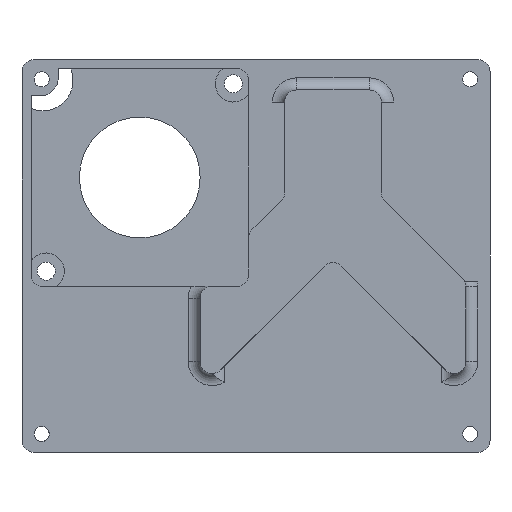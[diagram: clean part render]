
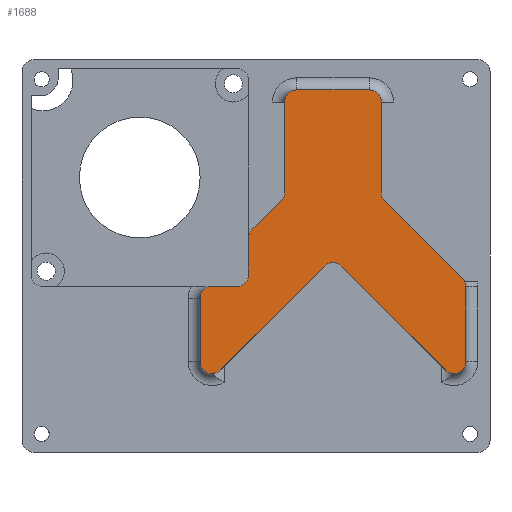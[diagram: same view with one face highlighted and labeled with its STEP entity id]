
A CAD part, front view. The second image highlights one B-rep face of the part: STEP entity #1688.
In plain terms, the highlighted planar face has unit normal (0, -1, 0).
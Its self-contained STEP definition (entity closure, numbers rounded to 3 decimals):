
#45=PLANE('',#1844);
#119=LINE('',#2752,#269);
#122=LINE('',#2758,#272);
#123=LINE('',#2762,#273);
#124=LINE('',#2766,#274);
#125=LINE('',#2770,#275);
#126=LINE('',#2774,#276);
#127=LINE('',#2778,#277);
#128=LINE('',#2782,#278);
#129=LINE('',#2786,#279);
#130=LINE('',#2790,#280);
#131=LINE('',#2794,#281);
#269=VECTOR('',#2134,10.);
#272=VECTOR('',#2139,10.);
#273=VECTOR('',#2142,10.);
#274=VECTOR('',#2145,10.);
#275=VECTOR('',#2148,10.);
#276=VECTOR('',#2151,10.);
#277=VECTOR('',#2154,10.);
#278=VECTOR('',#2157,10.);
#279=VECTOR('',#2160,10.);
#280=VECTOR('',#2163,10.);
#281=VECTOR('',#2166,10.);
#441=FACE_OUTER_BOUND('',#542,.T.);
#542=EDGE_LOOP('',(#1261,#1262,#1263,#1264,#1265,#1266,#1267,#1268,#1269,
#1270,#1271,#1272,#1273,#1274,#1275,#1276,#1277,#1278,#1279,#1280,#1281,
#1282));
#670=CIRCLE('',#1842,2.);
#671=CIRCLE('',#1845,2.);
#672=CIRCLE('',#1846,2.);
#673=CIRCLE('',#1847,2.);
#674=CIRCLE('',#1848,2.);
#675=CIRCLE('',#1849,2.);
#676=CIRCLE('',#1850,2.);
#677=CIRCLE('',#1851,2.);
#678=CIRCLE('',#1852,2.);
#679=CIRCLE('',#1853,2.);
#680=CIRCLE('',#1854,2.);
#793=VERTEX_POINT('',#2745);
#794=VERTEX_POINT('',#2747);
#795=VERTEX_POINT('',#2751);
#797=VERTEX_POINT('',#2757);
#798=VERTEX_POINT('',#2759);
#799=VERTEX_POINT('',#2761);
#800=VERTEX_POINT('',#2763);
#801=VERTEX_POINT('',#2765);
#802=VERTEX_POINT('',#2767);
#803=VERTEX_POINT('',#2769);
#804=VERTEX_POINT('',#2771);
#805=VERTEX_POINT('',#2773);
#806=VERTEX_POINT('',#2775);
#807=VERTEX_POINT('',#2777);
#808=VERTEX_POINT('',#2779);
#809=VERTEX_POINT('',#2781);
#810=VERTEX_POINT('',#2783);
#811=VERTEX_POINT('',#2785);
#812=VERTEX_POINT('',#2787);
#813=VERTEX_POINT('',#2789);
#814=VERTEX_POINT('',#2791);
#815=VERTEX_POINT('',#2793);
#971=EDGE_CURVE('',#793,#794,#670,.T.);
#973=EDGE_CURVE('',#795,#794,#119,.T.);
#976=EDGE_CURVE('',#793,#797,#122,.T.);
#977=EDGE_CURVE('',#798,#797,#671,.T.);
#978=EDGE_CURVE('',#798,#799,#123,.T.);
#979=EDGE_CURVE('',#800,#799,#672,.T.);
#980=EDGE_CURVE('',#800,#801,#124,.T.);
#981=EDGE_CURVE('',#802,#801,#673,.T.);
#982=EDGE_CURVE('',#802,#803,#125,.T.);
#983=EDGE_CURVE('',#804,#803,#674,.T.);
#984=EDGE_CURVE('',#804,#805,#126,.T.);
#985=EDGE_CURVE('',#806,#805,#675,.T.);
#986=EDGE_CURVE('',#806,#807,#127,.T.);
#987=EDGE_CURVE('',#808,#807,#676,.T.);
#988=EDGE_CURVE('',#808,#809,#128,.T.);
#989=EDGE_CURVE('',#810,#809,#677,.T.);
#990=EDGE_CURVE('',#810,#811,#129,.T.);
#991=EDGE_CURVE('',#812,#811,#678,.T.);
#992=EDGE_CURVE('',#812,#813,#130,.T.);
#993=EDGE_CURVE('',#814,#813,#679,.T.);
#994=EDGE_CURVE('',#814,#815,#131,.T.);
#995=EDGE_CURVE('',#815,#795,#680,.T.);
#1261=ORIENTED_EDGE('',*,*,#971,.F.);
#1262=ORIENTED_EDGE('',*,*,#976,.T.);
#1263=ORIENTED_EDGE('',*,*,#977,.F.);
#1264=ORIENTED_EDGE('',*,*,#978,.T.);
#1265=ORIENTED_EDGE('',*,*,#979,.F.);
#1266=ORIENTED_EDGE('',*,*,#980,.T.);
#1267=ORIENTED_EDGE('',*,*,#981,.F.);
#1268=ORIENTED_EDGE('',*,*,#982,.T.);
#1269=ORIENTED_EDGE('',*,*,#983,.F.);
#1270=ORIENTED_EDGE('',*,*,#984,.T.);
#1271=ORIENTED_EDGE('',*,*,#985,.F.);
#1272=ORIENTED_EDGE('',*,*,#986,.T.);
#1273=ORIENTED_EDGE('',*,*,#987,.F.);
#1274=ORIENTED_EDGE('',*,*,#988,.T.);
#1275=ORIENTED_EDGE('',*,*,#989,.F.);
#1276=ORIENTED_EDGE('',*,*,#990,.T.);
#1277=ORIENTED_EDGE('',*,*,#991,.F.);
#1278=ORIENTED_EDGE('',*,*,#992,.T.);
#1279=ORIENTED_EDGE('',*,*,#993,.F.);
#1280=ORIENTED_EDGE('',*,*,#994,.T.);
#1281=ORIENTED_EDGE('',*,*,#995,.T.);
#1282=ORIENTED_EDGE('',*,*,#973,.T.);
#1688=ADVANCED_FACE('',(#441),#45,.T.);
#1842=AXIS2_PLACEMENT_3D('',#2748,#2129,#2130);
#1844=AXIS2_PLACEMENT_3D('',#2756,#2137,#2138);
#1845=AXIS2_PLACEMENT_3D('',#2760,#2140,#2141);
#1846=AXIS2_PLACEMENT_3D('',#2764,#2143,#2144);
#1847=AXIS2_PLACEMENT_3D('',#2768,#2146,#2147);
#1848=AXIS2_PLACEMENT_3D('',#2772,#2149,#2150);
#1849=AXIS2_PLACEMENT_3D('',#2776,#2152,#2153);
#1850=AXIS2_PLACEMENT_3D('',#2780,#2155,#2156);
#1851=AXIS2_PLACEMENT_3D('',#2784,#2158,#2159);
#1852=AXIS2_PLACEMENT_3D('',#2788,#2161,#2162);
#1853=AXIS2_PLACEMENT_3D('',#2792,#2164,#2165);
#1854=AXIS2_PLACEMENT_3D('',#2795,#2167,#2168);
#2129=DIRECTION('center_axis',(0.,1.,0.));
#2130=DIRECTION('ref_axis',(-0.707,0.,0.707));
#2134=DIRECTION('',(-1.,0.,0.));
#2137=DIRECTION('center_axis',(0.,-1.,0.));
#2138=DIRECTION('ref_axis',(0.,0.,-1.));
#2139=DIRECTION('',(0.,0.,-1.));
#2140=DIRECTION('center_axis',(0.,1.,0.));
#2141=DIRECTION('ref_axis',(-1.,0.,0.));
#2142=DIRECTION('',(0.707,0.,0.707));
#2143=DIRECTION('center_axis',(0.,-1.,0.));
#2144=DIRECTION('ref_axis',(0.,0.,1.));
#2145=DIRECTION('',(0.707,0.,-0.707));
#2146=DIRECTION('center_axis',(0.,1.,0.));
#2147=DIRECTION('ref_axis',(-0.707,0.,-0.707));
#2148=DIRECTION('',(0.,0.,1.));
#2149=DIRECTION('center_axis',(0.,1.,0.));
#2150=DIRECTION('ref_axis',(0.924,0.,0.383));
#2151=DIRECTION('',(-0.707,0.,0.707));
#2152=DIRECTION('center_axis',(0.,-1.,0.));
#2153=DIRECTION('ref_axis',(-0.924,0.,-0.383));
#2154=DIRECTION('',(0.,0.,1.));
#2155=DIRECTION('center_axis',(0.,1.,0.));
#2156=DIRECTION('ref_axis',(0.707,0.,0.707));
#2157=DIRECTION('',(-1.,0.,0.));
#2158=DIRECTION('center_axis',(0.,1.,0.));
#2159=DIRECTION('ref_axis',(-0.707,0.,0.707));
#2160=DIRECTION('',(0.,0.,-1.));
#2161=DIRECTION('center_axis',(0.,-1.,0.));
#2162=DIRECTION('ref_axis',(0.924,0.,-0.383));
#2163=DIRECTION('',(-0.707,0.,-0.707));
#2164=DIRECTION('center_axis',(0.,1.,0.));
#2165=DIRECTION('ref_axis',(-0.924,0.,0.383));
#2166=DIRECTION('',(0.,0.,-1.));
#2167=DIRECTION('center_axis',(0.,1.,0.));
#2168=DIRECTION('ref_axis',(-0.224,0.,0.974));
#2745=CARTESIAN_POINT('',(-9.25,-12.5,-7.));
#2747=CARTESIAN_POINT('',(-7.25,-12.5,-5.));
#2748=CARTESIAN_POINT('Origin',(-7.25,-12.5,-7.));
#2751=CARTESIAN_POINT('',(-2.75,-12.5,-5.));
#2752=CARTESIAN_POINT('',(-2.75,-12.5,-5.));
#2756=CARTESIAN_POINT('Origin',(12.75,-12.5,3.61));
#2757=CARTESIAN_POINT('',(-9.25,-12.5,-17.451));
#2758=CARTESIAN_POINT('',(-9.25,-12.5,-4.28));
#2759=CARTESIAN_POINT('',(-5.836,-12.5,-18.866));
#2760=CARTESIAN_POINT('Origin',(-7.25,-12.5,-17.451));
#2761=CARTESIAN_POINT('',(11.336,-12.5,-1.694));
#2762=CARTESIAN_POINT('',(-7.25,-12.5,-20.28));
#2763=CARTESIAN_POINT('',(14.164,-12.5,-1.694));
#2764=CARTESIAN_POINT('Origin',(12.75,-12.5,-3.108));
#2765=CARTESIAN_POINT('',(31.336,-12.5,-18.866));
#2766=CARTESIAN_POINT('',(12.75,-12.5,-0.28));
#2767=CARTESIAN_POINT('',(34.75,-12.5,-17.451));
#2768=CARTESIAN_POINT('Origin',(32.75,-12.5,-17.451));
#2769=CARTESIAN_POINT('',(34.75,-12.5,-5.108));
#2770=CARTESIAN_POINT('',(34.75,-12.5,-20.28));
#2771=CARTESIAN_POINT('',(34.164,-12.5,-3.694));
#2772=CARTESIAN_POINT('Origin',(32.75,-12.5,-5.108));
#2773=CARTESIAN_POINT('',(21.336,-12.5,9.134));
#2774=CARTESIAN_POINT('',(34.75,-12.5,-4.28));
#2775=CARTESIAN_POINT('',(20.75,-12.5,10.549));
#2776=CARTESIAN_POINT('Origin',(22.75,-12.5,10.549));
#2777=CARTESIAN_POINT('',(20.75,-12.5,25.5));
#2778=CARTESIAN_POINT('',(20.75,-12.5,9.72));
#2779=CARTESIAN_POINT('',(18.75,-12.5,27.5));
#2780=CARTESIAN_POINT('Origin',(18.75,-12.5,25.5));
#2781=CARTESIAN_POINT('',(6.75,-12.5,27.5));
#2782=CARTESIAN_POINT('',(20.75,-12.5,27.5));
#2783=CARTESIAN_POINT('',(4.75,-12.5,25.5));
#2784=CARTESIAN_POINT('Origin',(6.75,-12.5,25.5));
#2785=CARTESIAN_POINT('',(4.75,-12.5,10.549));
#2786=CARTESIAN_POINT('',(4.75,-12.5,27.5));
#2787=CARTESIAN_POINT('',(4.164,-12.5,9.134));
#2788=CARTESIAN_POINT('Origin',(2.75,-12.5,10.549));
#2789=CARTESIAN_POINT('',(-0.664,-12.5,4.306));
#2790=CARTESIAN_POINT('',(4.75,-12.5,9.72));
#2791=CARTESIAN_POINT('',(-1.25,-12.5,2.892));
#2792=CARTESIAN_POINT('Origin',(0.75,-12.5,2.892));
#2793=CARTESIAN_POINT('',(-1.25,-12.5,-3.5));
#2794=CARTESIAN_POINT('',(-1.25,-12.5,26.842));
#2795=CARTESIAN_POINT('Origin',(-3.199,-12.5,-3.051));
